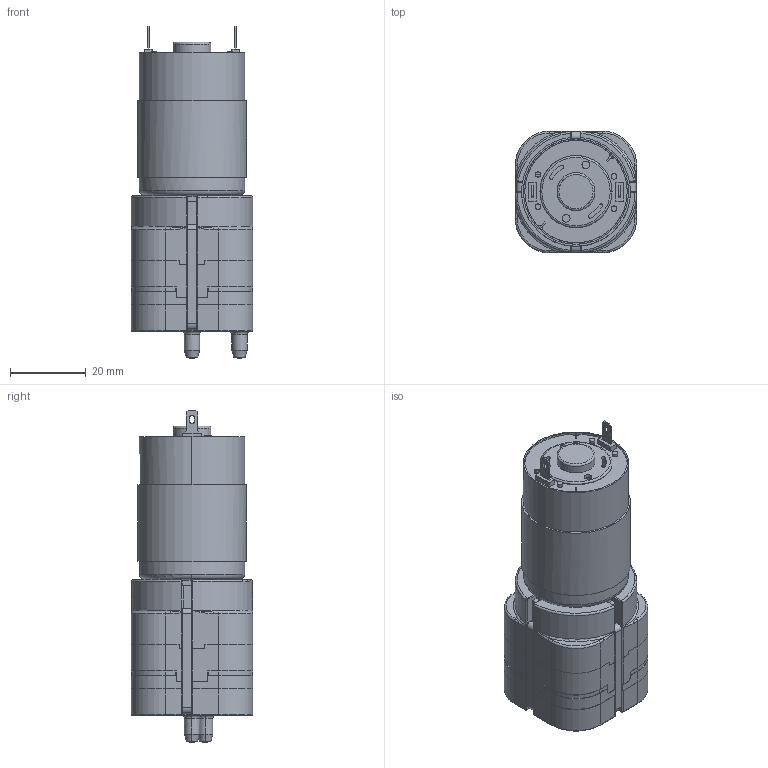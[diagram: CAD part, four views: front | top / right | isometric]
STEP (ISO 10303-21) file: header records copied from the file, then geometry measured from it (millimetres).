
FILE_DESCRIPTION((''),'2;1');
FILE_NAME('KPM32E_12A02_20180323_ASM','2018-03-23T',('xuxf'),(''),'CREO PARAMETRIC BY PTC INC, 2015200','CREO PARAMETRIC BY PTC INC, 2015200','');
FILE_SCHEMA(('CONFIG_CONTROL_DESIGN'));
Products named in the file (16): PM32EBB1-21_4_1_1_1_1; PM32EBB2-6_62_1_1_1_1; PM32EBB3-2_35_1_1_1_1; PM32EBB4-2_41_1_1_1_1; MT27712V01-2_12_1_1_1_1; PM32EBB6-2-DS_52_1_1_1_1; PM32EPN1-2_19_1_1_1_1; PM32ERB2-4_53_1_1_1_1; PM32EBB5-7_1_1_1_1_1; PM32ESP1-1_1_1_1_1_1; KPM32E_ASM_13_ASM_1_ASM_1_ASM_1_ASM; KPM32E_12A02_ASM_1_ASM_1_ASM_1__ASM; KPM32E_12A02_20180322_ASM-97691_ASM; KPM32E_12A02_20180322_ASM-97724_ASM; KPM32E_12A02_20180322_ASM_1_ASM; KPM32E_12A02_20180323_ASM
Assembly tree (18 placements, depth 7):
  KPM32E_12A02_20180323_ASM
    KPM32E_12A02_20180322_ASM_1_ASM
      KPM32E_12A02_20180322_ASM-97724_ASM
        KPM32E_12A02_20180322_ASM-97691_ASM
          KPM32E_12A02_ASM_1_ASM_1_ASM_1__ASM
            KPM32E_ASM_13_ASM_1_ASM_1_ASM_1_ASM
              PM32EBB1-21_4_1_1_1_1
              PM32EBB2-6_62_1_1_1_1
              PM32EBB3-2_35_1_1_1_1
              PM32EBB4-2_41_1_1_1_1
              MT27712V01-2_12_1_1_1_1
              PM32EBB6-2-DS_52_1_1_1_1
              PM32EPN1-2_19_1_1_1_1
              PM32ERB2-4_53_1_1_1_1
              PM32EBB5-7_1_1_1_1_1
              PM32ESP1-1_1_1_1_1_1  x4
Bounding box: 32 x 32 x 87.4 mm (x, y, z)
Volume: 38560.4 mm3; surface area: 30217.6 mm2
Topology: 13 solids, 22 shells, 1989 faces, 5207 edges, 3296 vertices
Faces by surface type: cylinder 667, plane 630, torus 336, bspline 199, cone 123, sphere 34
Entity records: 89041 total; most frequent: CARTESIAN_POINT 25693, DIRECTION 10005, ORIENTED_EDGE 9932, EDGE_CURVE 4966, PRESENTATION_STYLE_ASSIGNMENT 4517, STYLED_ITEM 4517, AXIS2_PLACEMENT_3D 4005, CURVE_STYLE 3918
